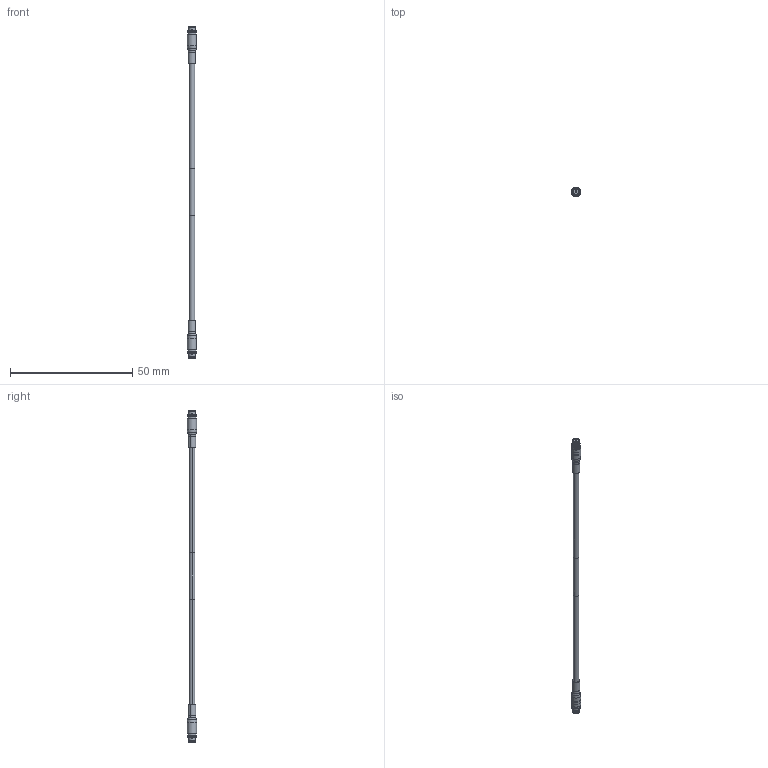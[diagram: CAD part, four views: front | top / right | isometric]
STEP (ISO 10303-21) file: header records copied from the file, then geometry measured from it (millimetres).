
FILE_DESCRIPTION (( 'STEP AP214' ), '1' );
FILE_NAME ('FMCA3200_3D.step', '2023-05-03T19:01:30', ( '' ), ( '' ), 'SwSTEP 2.0', 'SolidWorks 2022', '' );
FILE_SCHEMA (( 'AUTOMOTIVE_DESIGN' ));
Length unit declared in the file: inch
Products named in the file (4): CA-SR405FLJ-MA1_shrunk; FMCA3200_3D; FM-SR086TB_with label; SC5152
Assembly tree (5 placements, depth 2):
  FMCA3200_3D
    FM-SR086TB_with label
    SC5152  x2
    CA-SR405FLJ-MA1_shrunk  x2
Bounding box: 3.8 x 3.8 x 136 mm (x, y, z)
Volume: 618.6 mm3; surface area: 1727.8 mm2
Topology: 5 solids, 5 shells, 298 faces, 754 edges, 476 vertices
Faces by surface type: cylinder 120, plane 92, cone 70, torus 16
Entity records: 5175 total; most frequent: CARTESIAN_POINT 998, DIRECTION 824, ORIENTED_EDGE 764, EDGE_CURVE 382, AXIS2_PLACEMENT_3D 334, VERTEX_POINT 244, CIRCLE 172, EDGE_LOOP 168
